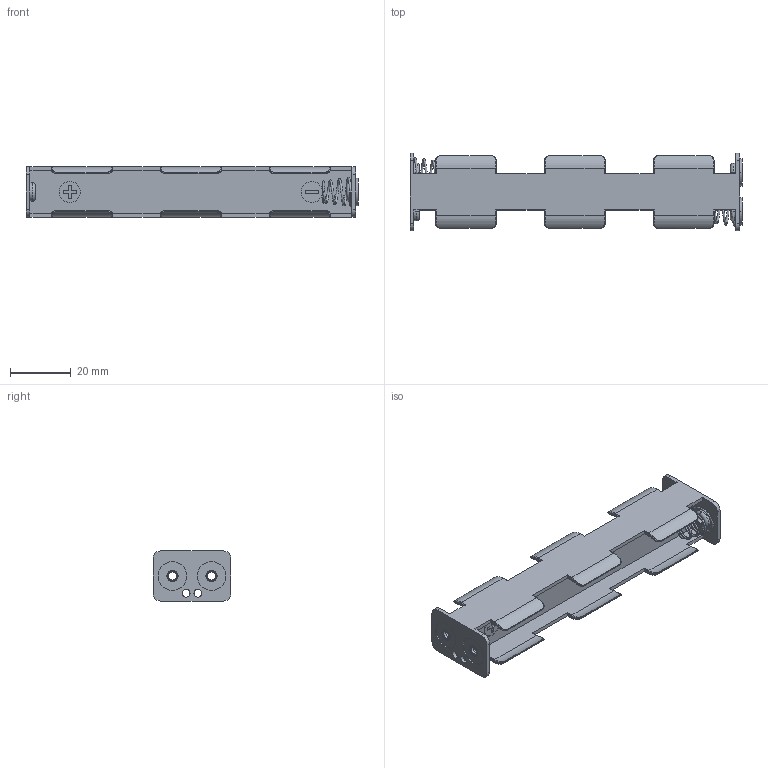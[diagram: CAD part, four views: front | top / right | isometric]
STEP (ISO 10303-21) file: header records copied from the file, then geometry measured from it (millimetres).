
FILE_DESCRIPTION (( 'STEP AP214' ), '1' );
FILE_NAME ('BH14AAB.STEP', '2019-11-19T06:52:32', ( '' ), ( '' ), 'SwSTEP 2.0', 'SolidWorks 2017', '' );
FILE_SCHEMA (( 'AUTOMOTIVE_DESIGN' ));
Length unit declared in the file: inch
Products named in the file (1): BH14AAB
Bounding box: 109.73 x 25.7 x 16.56 mm (x, y, z)
Volume: 8126.9 mm3; surface area: 14169 mm2
Topology: 9 solids, 9 shells, 516 faces, 1252 edges, 772 vertices
Faces by surface type: cylinder 222, plane 138, torus 100, bspline 56
Entity records: 21096 total; most frequent: CARTESIAN_POINT 8893, DIRECTION 2620, ORIENTED_EDGE 2496, EDGE_CURVE 1248, AXIS2_PLACEMENT_3D 1063, VERTEX_POINT 770, CIRCLE 604, EDGE_LOOP 564
